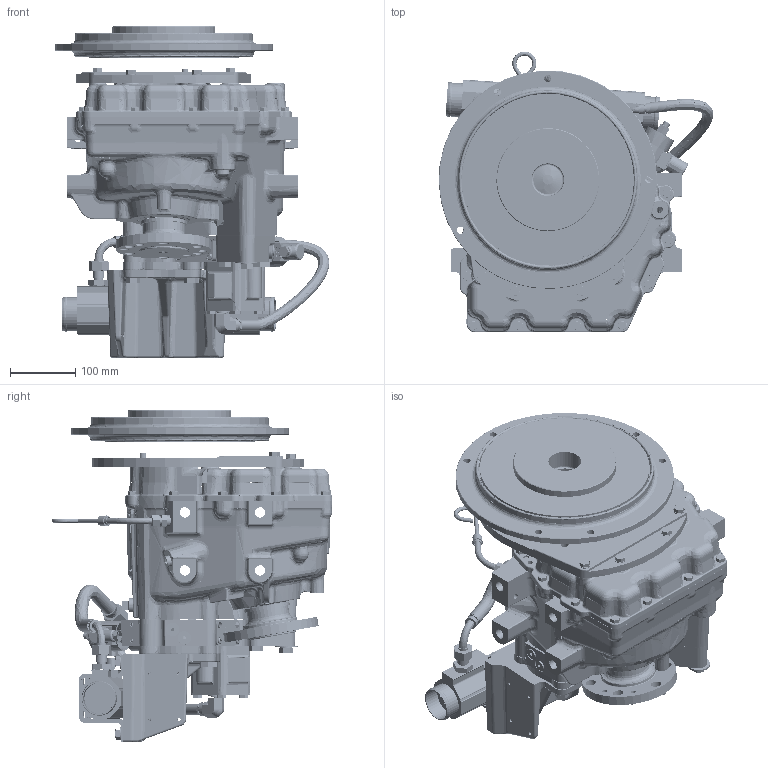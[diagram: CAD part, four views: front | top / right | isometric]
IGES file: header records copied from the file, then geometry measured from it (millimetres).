
Start section: SolidWorks IGES file using analytic representation for surfaces
Global section: file name: PX13019D.igs; native system: SolidWorks 2019; preprocessor: SolidWorks 2019; author: PDMBatchService; date: 230724.101728; units: metre
Bounding box: 420.97 x 430.57 x 509.02 mm (x, y, z)
Surface area: 1434999.2 mm2 (no closed solid volume)
Topology: 0 solids, 0 shells, 3546 faces, 60534 edges, 60454 vertices
Faces by surface type: bspline 2016, revolution 1530
